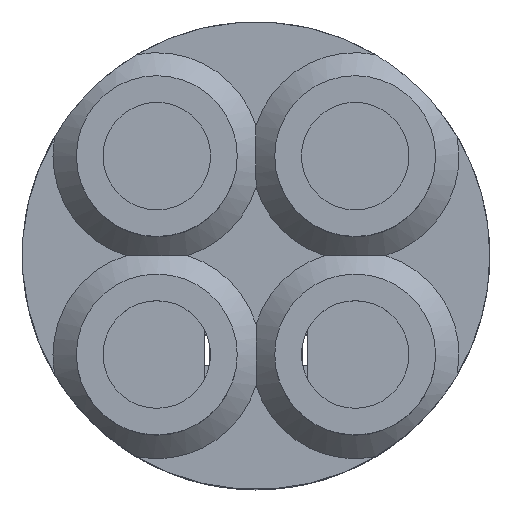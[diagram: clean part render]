
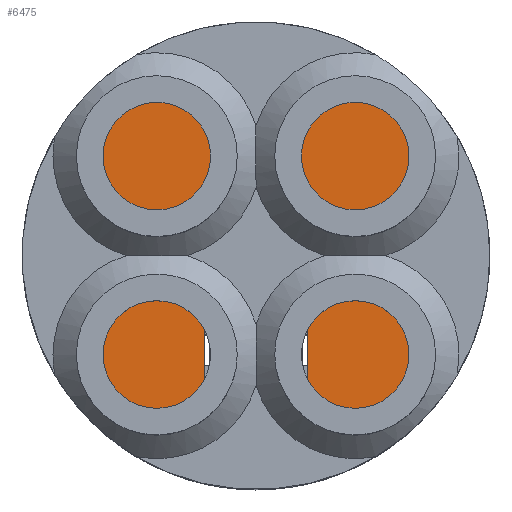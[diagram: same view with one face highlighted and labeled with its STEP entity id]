
A CAD part, top view. The second image highlights one B-rep face of the part: STEP entity #6475.
In plain terms, the highlighted planar face has unit normal (0, 0, 1).
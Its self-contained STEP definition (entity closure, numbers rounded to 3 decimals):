
#117=FACE_BOUND('',#896,.T.);
#264=PLANE('',#7021);
#530=FACE_OUTER_BOUND('',#895,.T.);
#895=EDGE_LOOP('',(#4988,#4989,#4990,#4991,#4992,#4993,#4994,#4995));
#896=EDGE_LOOP('',(#4996,#4997,#4998,#4999));
#1391=LINE('',#10065,#2028);
#1405=LINE('',#10123,#2042);
#1409=LINE('',#10132,#2046);
#1413=LINE('',#10144,#2050);
#1417=LINE('',#10156,#2054);
#1421=LINE('',#10168,#2058);
#1423=LINE('',#10174,#2060);
#1424=LINE('',#10175,#2061);
#2028=VECTOR('',#8029,10.);
#2042=VECTOR('',#8085,10.);
#2046=VECTOR('',#8091,10.);
#2050=VECTOR('',#8103,10.);
#2054=VECTOR('',#8115,10.);
#2058=VECTOR('',#8127,10.);
#2060=VECTOR('',#8137,10.);
#2061=VECTOR('',#8138,10.);
#2499=CIRCLE('',#7008,46.5);
#2501=CIRCLE('',#7012,46.5);
#2503=CIRCLE('',#7016,46.5);
#2505=CIRCLE('',#7020,46.5);
#2942=VERTEX_POINT('',#10062);
#2943=VERTEX_POINT('',#10064);
#2957=VERTEX_POINT('',#10120);
#2958=VERTEX_POINT('',#10122);
#2961=VERTEX_POINT('',#10129);
#2962=VERTEX_POINT('',#10131);
#2964=VERTEX_POINT('',#10137);
#2966=VERTEX_POINT('',#10143);
#2968=VERTEX_POINT('',#10149);
#2970=VERTEX_POINT('',#10155);
#2972=VERTEX_POINT('',#10161);
#2974=VERTEX_POINT('',#10167);
#3669=EDGE_CURVE('',#2943,#2942,#1391,.T.);
#3693=EDGE_CURVE('',#2958,#2957,#1405,.T.);
#3697=EDGE_CURVE('',#2962,#2961,#1409,.T.);
#3700=EDGE_CURVE('',#2964,#2962,#2499,.T.);
#3703=EDGE_CURVE('',#2966,#2964,#1413,.T.);
#3706=EDGE_CURVE('',#2968,#2966,#2501,.T.);
#3709=EDGE_CURVE('',#2970,#2968,#1417,.T.);
#3712=EDGE_CURVE('',#2972,#2970,#2503,.T.);
#3715=EDGE_CURVE('',#2974,#2972,#1421,.T.);
#3718=EDGE_CURVE('',#2961,#2974,#2505,.T.);
#3719=EDGE_CURVE('',#2942,#2958,#1423,.T.);
#3720=EDGE_CURVE('',#2957,#2943,#1424,.T.);
#4988=ORIENTED_EDGE('',*,*,#3718,.T.);
#4989=ORIENTED_EDGE('',*,*,#3715,.T.);
#4990=ORIENTED_EDGE('',*,*,#3712,.T.);
#4991=ORIENTED_EDGE('',*,*,#3709,.T.);
#4992=ORIENTED_EDGE('',*,*,#3706,.T.);
#4993=ORIENTED_EDGE('',*,*,#3703,.T.);
#4994=ORIENTED_EDGE('',*,*,#3700,.T.);
#4995=ORIENTED_EDGE('',*,*,#3697,.T.);
#4996=ORIENTED_EDGE('',*,*,#3719,.T.);
#4997=ORIENTED_EDGE('',*,*,#3693,.T.);
#4998=ORIENTED_EDGE('',*,*,#3720,.T.);
#4999=ORIENTED_EDGE('',*,*,#3669,.T.);
#6475=ADVANCED_FACE('',(#530,#117),#264,.T.);
#7008=AXIS2_PLACEMENT_3D('',#10138,#8097,#8098);
#7012=AXIS2_PLACEMENT_3D('',#10150,#8109,#8110);
#7016=AXIS2_PLACEMENT_3D('',#10162,#8121,#8122);
#7020=AXIS2_PLACEMENT_3D('',#10172,#8133,#8134);
#7021=AXIS2_PLACEMENT_3D('',#10173,#8135,#8136);
#8029=DIRECTION('',(-1.,0.,0.));
#8085=DIRECTION('',(1.,0.,0.));
#8091=DIRECTION('',(0.707,0.707,0.));
#8097=DIRECTION('center_axis',(0.,0.,1.));
#8098=DIRECTION('ref_axis',(1.,0.,0.));
#8103=DIRECTION('',(0.707,-0.707,0.));
#8109=DIRECTION('center_axis',(0.,0.,1.));
#8110=DIRECTION('ref_axis',(1.,0.,0.));
#8115=DIRECTION('',(-0.707,-0.707,0.));
#8121=DIRECTION('center_axis',(0.,0.,1.));
#8122=DIRECTION('ref_axis',(1.,0.,0.));
#8127=DIRECTION('',(-0.707,0.707,0.));
#8133=DIRECTION('center_axis',(0.,0.,1.));
#8134=DIRECTION('ref_axis',(1.,0.,0.));
#8135=DIRECTION('center_axis',(0.,0.,1.));
#8136=DIRECTION('ref_axis',(1.,0.,0.));
#8137=DIRECTION('',(0.,1.,0.));
#8138=DIRECTION('',(0.,-1.,0.));
#10062=CARTESIAN_POINT('',(-11.,-31.,46.));
#10064=CARTESIAN_POINT('',(11.,-31.,46.));
#10065=CARTESIAN_POINT('',(11.,-31.,46.));
#10120=CARTESIAN_POINT('',(11.,11.,46.));
#10122=CARTESIAN_POINT('',(-11.,11.,46.));
#10123=CARTESIAN_POINT('',(-11.,11.,46.));
#10129=CARTESIAN_POINT('',(38.956,-25.391,46.));
#10131=CARTESIAN_POINT('',(25.391,-38.956,46.));
#10132=CARTESIAN_POINT('',(25.391,-38.956,46.));
#10137=CARTESIAN_POINT('',(-25.391,-38.956,46.));
#10138=CARTESIAN_POINT('Origin',(0.,0.,46.));
#10143=CARTESIAN_POINT('',(-38.956,-25.391,46.));
#10144=CARTESIAN_POINT('',(-38.956,-25.391,46.));
#10149=CARTESIAN_POINT('',(-38.956,25.391,46.));
#10150=CARTESIAN_POINT('Origin',(0.,0.,46.));
#10155=CARTESIAN_POINT('',(-25.391,38.956,46.));
#10156=CARTESIAN_POINT('',(-25.391,38.956,46.));
#10161=CARTESIAN_POINT('',(25.391,38.956,46.));
#10162=CARTESIAN_POINT('Origin',(0.,0.,46.));
#10167=CARTESIAN_POINT('',(38.956,25.391,46.));
#10168=CARTESIAN_POINT('',(38.956,25.391,46.));
#10172=CARTESIAN_POINT('Origin',(0.,0.,46.));
#10173=CARTESIAN_POINT('Origin',(0.,0.,46.));
#10174=CARTESIAN_POINT('',(-11.,-31.,46.));
#10175=CARTESIAN_POINT('',(11.,11.,46.));
